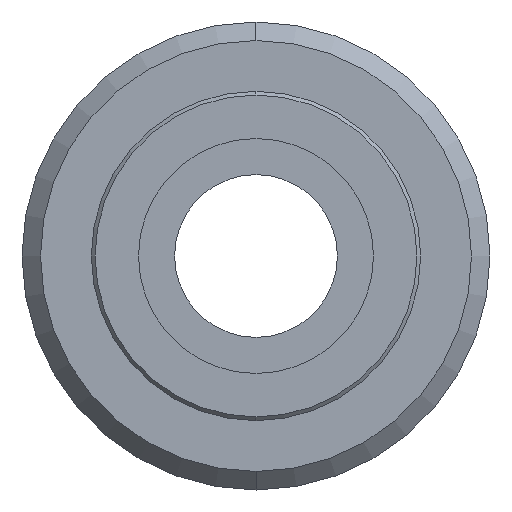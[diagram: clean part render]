
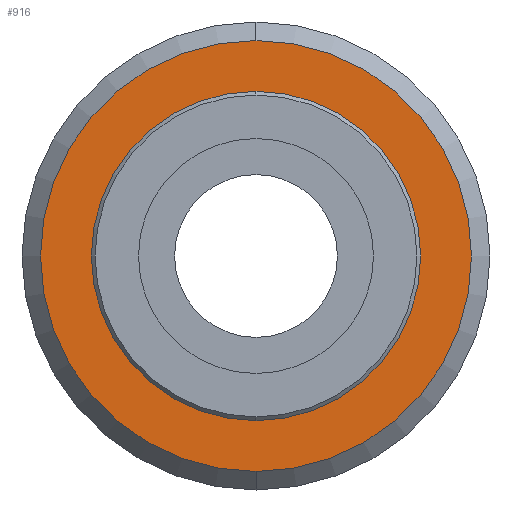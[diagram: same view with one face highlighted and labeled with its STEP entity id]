
A CAD part, left-side view. The second image highlights one B-rep face of the part: STEP entity #916.
In plain terms, the highlighted planar face has unit normal (-1, 0, 0).
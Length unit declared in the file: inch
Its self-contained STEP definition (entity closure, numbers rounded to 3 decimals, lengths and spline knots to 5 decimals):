
#56 = CARTESIAN_POINT ( 'NONE',  ( 0.84449, 0., -0.22933 ) ) ;
#89 = AXIS2_PLACEMENT_3D ( 'NONE', #749, #298, #811 ) ;
#152 = DIRECTION ( 'NONE',  ( 1., 0., 0. ) ) ;
#154 = FACE_OUTER_BOUND ( 'NONE', #824, .T. ) ;
#203 = CIRCLE ( 'NONE', #452, 0.16732 ) ;
#207 = AXIS2_PLACEMENT_3D ( 'NONE', #740, #152, #370 ) ;
#214 = DIRECTION ( 'NONE',  ( 0., 0., 1. ) ) ;
#286 = CIRCLE ( 'NONE', #516, 0.22933 ) ;
#298 = DIRECTION ( 'NONE',  ( -1., 0., 0. ) ) ;
#344 = EDGE_CURVE ( 'NONE', #900, #914, #203, .T. ) ;
#353 = DIRECTION ( 'NONE',  ( 1., 0., 0. ) ) ;
#370 = DIRECTION ( 'NONE',  ( 0., 0., -1. ) ) ;
#389 = VERTEX_POINT ( 'NONE', #56 ) ;
#422 = DIRECTION ( 'NONE',  ( -1., 0., 0. ) ) ;
#428 = CARTESIAN_POINT ( 'NONE',  ( 0.84449, 0., 0. ) ) ;
#452 = AXIS2_PLACEMENT_3D ( 'NONE', #730, #422, #647 ) ;
#491 = EDGE_LOOP ( 'NONE', ( #886, #830 ) ) ;
#510 = CARTESIAN_POINT ( 'NONE',  ( 0.84449, 0., 0.22933 ) ) ;
#516 = AXIS2_PLACEMENT_3D ( 'NONE', #428, #353, #646 ) ;
#519 = FACE_BOUND ( 'NONE', #491, .T. ) ;
#547 = CIRCLE ( 'NONE', #940, 0.16732 ) ;
#646 = DIRECTION ( 'NONE',  ( 0., 0., -1. ) ) ;
#647 = DIRECTION ( 'NONE',  ( 0., 0., 1. ) ) ;
#661 = PLANE ( 'NONE',  #89 ) ;
#666 = EDGE_CURVE ( 'NONE', #914, #900, #547, .T. ) ;
#676 = VERTEX_POINT ( 'NONE', #510 ) ;
#685 = EDGE_CURVE ( 'NONE', #676, #389, #743, .T. ) ;
#727 = EDGE_CURVE ( 'NONE', #389, #676, #286, .T. ) ;
#730 = CARTESIAN_POINT ( 'NONE',  ( 0.84449, 0., 0. ) ) ;
#733 = DIRECTION ( 'NONE',  ( -1., 0., 0. ) ) ;
#740 = CARTESIAN_POINT ( 'NONE',  ( 0.84449, 0., 0. ) ) ;
#742 = CARTESIAN_POINT ( 'NONE',  ( 0.84449, 0., 0.16732 ) ) ;
#743 = CIRCLE ( 'NONE', #207, 0.22933 ) ;
#749 = CARTESIAN_POINT ( 'NONE',  ( 0.84449, 0., 0.20817 ) ) ;
#756 = ORIENTED_EDGE ( 'NONE', *, *, #685, .F. ) ;
#768 = ORIENTED_EDGE ( 'NONE', *, *, #727, .F. ) ;
#805 = CARTESIAN_POINT ( 'NONE',  ( 0.84449, 0., -0.16732 ) ) ;
#811 = DIRECTION ( 'NONE',  ( 0., 0., 1. ) ) ;
#824 = EDGE_LOOP ( 'NONE', ( #768, #756 ) ) ;
#830 = ORIENTED_EDGE ( 'NONE', *, *, #666, .F. ) ;
#868 = CARTESIAN_POINT ( 'NONE',  ( 0.84449, 0., 0. ) ) ;
#886 = ORIENTED_EDGE ( 'NONE', *, *, #344, .F. ) ;
#900 = VERTEX_POINT ( 'NONE', #742 ) ;
#914 = VERTEX_POINT ( 'NONE', #805 ) ;
#916 = ADVANCED_FACE ( 'NONE', ( #154, #519 ), #661, .T. ) ;
#940 = AXIS2_PLACEMENT_3D ( 'NONE', #868, #733, #214 ) ;
